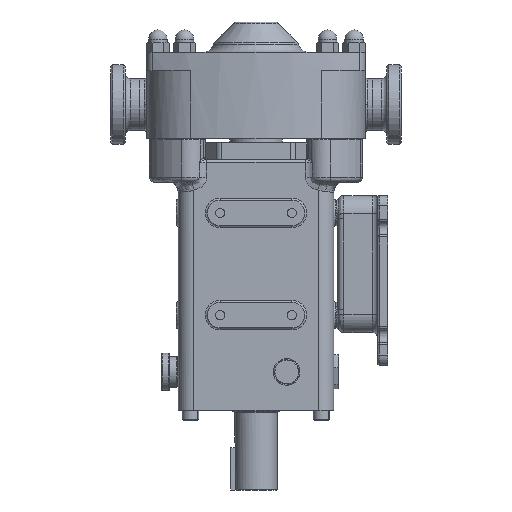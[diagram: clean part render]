
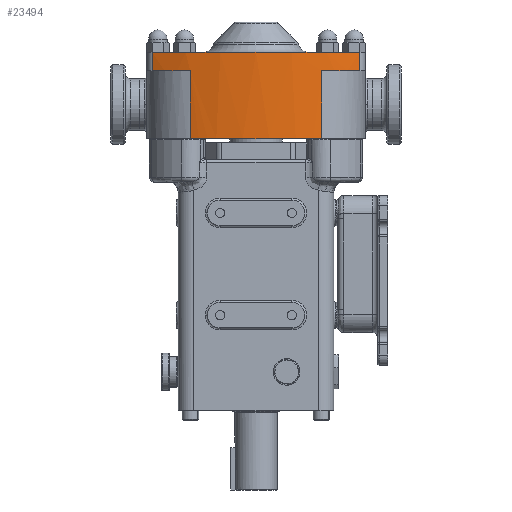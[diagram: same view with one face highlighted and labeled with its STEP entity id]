
A CAD part, left-side view. The second image highlights one B-rep face of the part: STEP entity #23494.
In plain terms, the highlighted cylindrical face has radius 231 mm (diameter 462 mm), a partial arc.
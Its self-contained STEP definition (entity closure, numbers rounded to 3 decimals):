
#522 = AXIS2_PLACEMENT_3D ( 'NONE', #26784, #24027, #21550 ) ;
#592 = CARTESIAN_POINT ( 'NONE',  ( -140.823, -64.465, -151.253 ) ) ;
#1194 = LINE ( 'NONE', #13190, #2171 ) ;
#1241 = CIRCLE ( 'NONE', #5689, 231. ) ;
#1493 = DIRECTION ( 'NONE',  ( 0., 0., 1. ) ) ;
#1723 = CIRCLE ( 'NONE', #18932, 231. ) ;
#2171 = VECTOR ( 'NONE', #10572, 1000. ) ;
#2398 = EDGE_CURVE ( 'NONE', #16155, #15582, #20135, .T. ) ;
#2534 = CARTESIAN_POINT ( 'NONE',  ( -126.56, -101.389, 30. ) ) ;
#3766 = EDGE_CURVE ( 'NONE', #18931, #15582, #13075, .T. ) ;
#4350 = VERTEX_POINT ( 'NONE', #12855 ) ;
#4352 = CARTESIAN_POINT ( 'NONE',  ( -126.56, -101.389, 51. ) ) ;
#4423 = CIRCLE ( 'NONE', #28983, 231. ) ;
#4643 = ORIENTED_EDGE ( 'NONE', *, *, #2398, .F. ) ;
#4902 = ORIENTED_EDGE ( 'NONE', *, *, #18569, .T. ) ;
#5429 = VERTEX_POINT ( 'NONE', #18733 ) ;
#5496 = CARTESIAN_POINT ( 'NONE',  ( -140.823, 64.465, -33. ) ) ;
#5689 = AXIS2_PLACEMENT_3D ( 'NONE', #7398, #19092, #26208 ) ;
#5717 = CARTESIAN_POINT ( 'NONE',  ( -146.711, 38.841, -33. ) ) ;
#5995 = VECTOR ( 'NONE', #26256, 1000. ) ;
#6317 = EDGE_CURVE ( 'NONE', #7817, #23587, #1194, .T. ) ;
#6386 = ORIENTED_EDGE ( 'NONE', *, *, #7055, .F. ) ;
#6576 = FACE_OUTER_BOUND ( 'NONE', #22402, .T. ) ;
#7055 = EDGE_CURVE ( 'NONE', #7817, #5429, #4423, .T. ) ;
#7398 = CARTESIAN_POINT ( 'NONE',  ( 81., 0., -33. ) ) ;
#7817 = VERTEX_POINT ( 'NONE', #8502 ) ;
#8018 = VECTOR ( 'NONE', #17992, 1000. ) ;
#8225 = VERTEX_POINT ( 'NONE', #19874 ) ;
#8502 = CARTESIAN_POINT ( 'NONE',  ( -146.711, -38.841, -33.5 ) ) ;
#8724 = DIRECTION ( 'NONE',  ( 0., 1., 0. ) ) ;
#9447 = LINE ( 'NONE', #2534, #16658 ) ;
#9863 = ORIENTED_EDGE ( 'NONE', *, *, #22006, .T. ) ;
#10572 = DIRECTION ( 'NONE',  ( 0., 0., 1. ) ) ;
#10828 = AXIS2_PLACEMENT_3D ( 'NONE', #23076, #15214, #8724 ) ;
#10918 = VERTEX_POINT ( 'NONE', #4352 ) ;
#11352 = DIRECTION ( 'NONE',  ( 0., 0., 1. ) ) ;
#11460 = ORIENTED_EDGE ( 'NONE', *, *, #22675, .T. ) ;
#11505 = CARTESIAN_POINT ( 'NONE',  ( -126.56, 101.389, 51. ) ) ;
#12257 = ORIENTED_EDGE ( 'NONE', *, *, #6317, .T. ) ;
#12412 = ORIENTED_EDGE ( 'NONE', *, *, #15619, .T. ) ;
#12649 = ORIENTED_EDGE ( 'NONE', *, *, #12735, .F. ) ;
#12729 = CARTESIAN_POINT ( 'NONE',  ( -146.711, -38.841, -33. ) ) ;
#12735 = EDGE_CURVE ( 'NONE', #18931, #16075, #13193, .T. ) ;
#12825 = CARTESIAN_POINT ( 'NONE',  ( -126.56, 101.389, 33. ) ) ;
#12855 = CARTESIAN_POINT ( 'NONE',  ( -126.56, -101.389, 33. ) ) ;
#13075 = CIRCLE ( 'NONE', #18033, 231. ) ;
#13158 = CARTESIAN_POINT ( 'NONE',  ( 81., 0., 51. ) ) ;
#13190 = CARTESIAN_POINT ( 'NONE',  ( -146.711, -38.841, -151.253 ) ) ;
#13193 = LINE ( 'NONE', #22641, #8018 ) ;
#13467 = CIRCLE ( 'NONE', #16905, 231. ) ;
#13499 = CARTESIAN_POINT ( 'NONE',  ( 81., 0., -33. ) ) ;
#14367 = DIRECTION ( 'NONE',  ( 0., 0., 1. ) ) ;
#14806 = CARTESIAN_POINT ( 'NONE',  ( -146.711, 38.841, -151.253 ) ) ;
#15214 = DIRECTION ( 'NONE',  ( 0., 0., 1. ) ) ;
#15476 = DIRECTION ( 'NONE',  ( 0., 1., 0. ) ) ;
#15582 = VERTEX_POINT ( 'NONE', #28201 ) ;
#15619 = EDGE_CURVE ( 'NONE', #23587, #18167, #1241, .T. ) ;
#15668 = DIRECTION ( 'NONE',  ( 0., 0., 1. ) ) ;
#16075 = VERTEX_POINT ( 'NONE', #11505 ) ;
#16155 = VERTEX_POINT ( 'NONE', #5496 ) ;
#16274 = DIRECTION ( 'NONE',  ( 0., 1., 0. ) ) ;
#16658 = VECTOR ( 'NONE', #14367, 1000. ) ;
#16905 = AXIS2_PLACEMENT_3D ( 'NONE', #13158, #19957, #15476 ) ;
#17669 = CARTESIAN_POINT ( 'NONE',  ( -140.823, 64.465, -151.253 ) ) ;
#17992 = DIRECTION ( 'NONE',  ( 0., 0., 1. ) ) ;
#18033 = AXIS2_PLACEMENT_3D ( 'NONE', #18308, #11352, #16274 ) ;
#18167 = VERTEX_POINT ( 'NONE', #18213 ) ;
#18213 = CARTESIAN_POINT ( 'NONE',  ( -140.823, -64.465, -33. ) ) ;
#18308 = CARTESIAN_POINT ( 'NONE',  ( 81., 0., 33. ) ) ;
#18569 = EDGE_CURVE ( 'NONE', #19623, #5429, #18997, .T. ) ;
#18594 = DIRECTION ( 'NONE',  ( 0., -1., 0. ) ) ;
#18733 = CARTESIAN_POINT ( 'NONE',  ( -146.711, 38.841, -33.5 ) ) ;
#18931 = VERTEX_POINT ( 'NONE', #12825 ) ;
#18932 = AXIS2_PLACEMENT_3D ( 'NONE', #13499, #15668, #18594 ) ;
#18997 = LINE ( 'NONE', #14806, #5995 ) ;
#19089 = DIRECTION ( 'NONE',  ( 0., 0., 1. ) ) ;
#19092 = DIRECTION ( 'NONE',  ( 0., 0., 1. ) ) ;
#19101 = DIRECTION ( 'NONE',  ( 0., -1., 0. ) ) ;
#19623 = VERTEX_POINT ( 'NONE', #5717 ) ;
#19874 = CARTESIAN_POINT ( 'NONE',  ( -140.823, -64.465, 33. ) ) ;
#19957 = DIRECTION ( 'NONE',  ( 0., 0., -1. ) ) ;
#20135 = LINE ( 'NONE', #17669, #24903 ) ;
#20569 = EDGE_CURVE ( 'NONE', #16155, #19623, #1723, .T. ) ;
#21550 = DIRECTION ( 'NONE',  ( 0., 1., 0. ) ) ;
#22006 = EDGE_CURVE ( 'NONE', #10918, #16075, #13467, .T. ) ;
#22402 = EDGE_LOOP ( 'NONE', ( #28572, #4902, #6386, #12257, #12412, #23556, #23301, #11460, #9863, #12649, #27944, #4643 ) ) ;
#22641 = CARTESIAN_POINT ( 'NONE',  ( -126.56, 101.389, 30. ) ) ;
#22675 = EDGE_CURVE ( 'NONE', #4350, #10918, #9447, .T. ) ;
#23076 = CARTESIAN_POINT ( 'NONE',  ( 81., 0., -151.253 ) ) ;
#23301 = ORIENTED_EDGE ( 'NONE', *, *, #28127, .T. ) ;
#23494 = ADVANCED_FACE ( 'NONE', ( #6576 ), #27525, .T. ) ;
#23556 = ORIENTED_EDGE ( 'NONE', *, *, #29348, .T. ) ;
#23587 = VERTEX_POINT ( 'NONE', #12729 ) ;
#23737 = LINE ( 'NONE', #592, #25444 ) ;
#24027 = DIRECTION ( 'NONE',  ( 0., 0., 1. ) ) ;
#24903 = VECTOR ( 'NONE', #1493, 1000. ) ;
#25444 = VECTOR ( 'NONE', #19089, 1000. ) ;
#26063 = CARTESIAN_POINT ( 'NONE',  ( 81., 0., -33.5 ) ) ;
#26208 = DIRECTION ( 'NONE',  ( 0., -1., 0. ) ) ;
#26217 = DIRECTION ( 'NONE',  ( 0., 0., -1. ) ) ;
#26256 = DIRECTION ( 'NONE',  ( 0., 0., -1. ) ) ;
#26784 = CARTESIAN_POINT ( 'NONE',  ( 81., 0., 33. ) ) ;
#27525 = CYLINDRICAL_SURFACE ( 'NONE', #10828, 231. ) ;
#27944 = ORIENTED_EDGE ( 'NONE', *, *, #3766, .T. ) ;
#28096 = CIRCLE ( 'NONE', #522, 231. ) ;
#28127 = EDGE_CURVE ( 'NONE', #8225, #4350, #28096, .T. ) ;
#28201 = CARTESIAN_POINT ( 'NONE',  ( -140.823, 64.465, 33. ) ) ;
#28572 = ORIENTED_EDGE ( 'NONE', *, *, #20569, .T. ) ;
#28983 = AXIS2_PLACEMENT_3D ( 'NONE', #26063, #26217, #19101 ) ;
#29348 = EDGE_CURVE ( 'NONE', #18167, #8225, #23737, .T. ) ;
